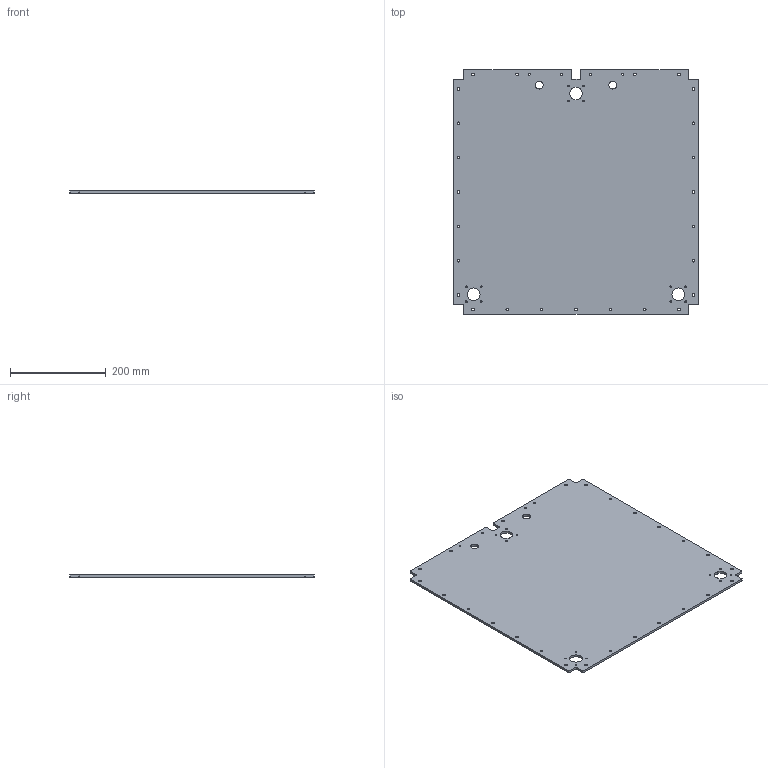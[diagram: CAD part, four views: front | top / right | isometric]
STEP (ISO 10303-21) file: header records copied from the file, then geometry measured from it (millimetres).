
FILE_DESCRIPTION(/* description */ (''),/* implementation_level */ '2;1');
FILE_NAME(/* name */ 'Trident-Heavy-Duty-Deck.step',/* time_stamp */ '2026-02-27T17:47:46+01:00',/* author */ (''),/* organization */ (''),/* preprocessor_version */ 'ST-DEVELOPER v20.1',/* originating_system */ 'Autodesk Translation Framework v14.24.0.0',/* authorisation */ '');
FILE_SCHEMA (('AUTOMOTIVE_DESIGN { 1 0 10303 214 3 1 1 }'));
Length unit declared in the file: millimetre
Products named in the file (1): Trident_Deck_Plate
Bounding box: 509.7 x 509.7 x 5 mm (x, y, z)
Volume: 1275065.5 mm3; surface area: 525217.6 mm2
Topology: 1 solids, 1 shells, 80 faces, 234 edges, 156 vertices
Faces by surface type: cylinder 62, plane 18
Full cylindrical faces by diameter (mm): 3.5 x14, 5.5 x27, 16 x2, 26 x3
Entity records: 2946 total; most frequent: DIRECTION 520, CARTESIAN_POINT 471, ORIENTED_EDGE 468, EDGE_CURVE 234, AXIS2_PLACEMENT_3D 205, EDGE_LOOP 172, VERTEX_POINT 156, CIRCLE 124
